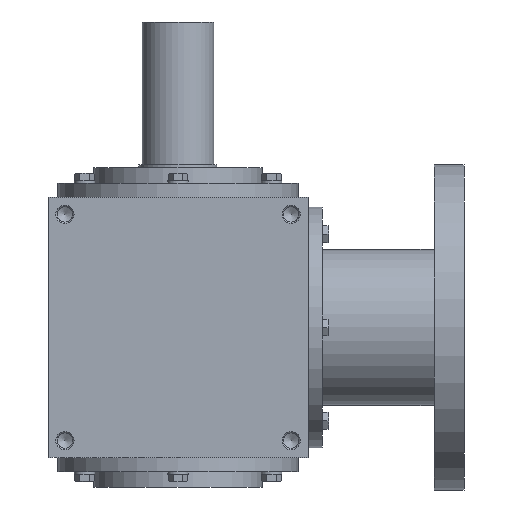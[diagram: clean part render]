
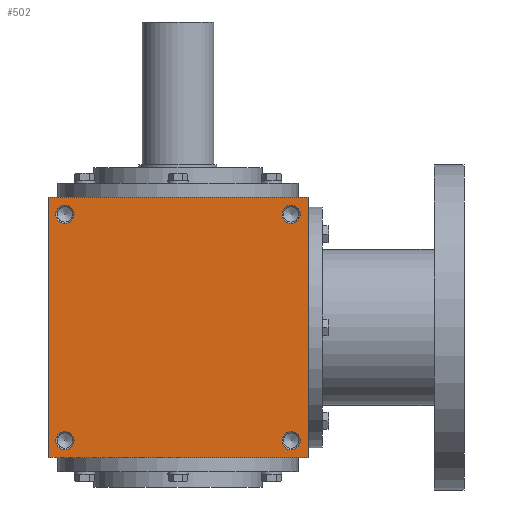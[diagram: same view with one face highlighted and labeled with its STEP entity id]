
A CAD part, front view. The second image highlights one B-rep face of the part: STEP entity #502.
In plain terms, the highlighted planar face has unit normal (0, -1, 0).
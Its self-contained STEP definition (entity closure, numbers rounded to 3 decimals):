
#502 = ADVANCED_FACE( '', ( #1012, #1013, #1014, #1015, #1016 ), #1017, .F. );
#1012 = FACE_BOUND( '', #1745, .T. );
#1013 = FACE_BOUND( '', #1746, .T. );
#1014 = FACE_BOUND( '', #1747, .T. );
#1015 = FACE_BOUND( '', #1748, .T. );
#1016 = FACE_OUTER_BOUND( '', #1749, .T. );
#1017 = PLANE( '', #1750 );
#1745 = EDGE_LOOP( '', ( #2564 ) );
#1746 = EDGE_LOOP( '', ( #2565 ) );
#1747 = EDGE_LOOP( '', ( #2566 ) );
#1748 = EDGE_LOOP( '', ( #2567 ) );
#1749 = EDGE_LOOP( '', ( #2568, #2569, #2570, #2571 ) );
#1750 = AXIS2_PLACEMENT_3D( '', #2572, #2573, #2574 );
#2564 = ORIENTED_EDGE( '', *, *, #3857, .T. );
#2565 = ORIENTED_EDGE( '', *, *, #3858, .T. );
#2566 = ORIENTED_EDGE( '', *, *, #3859, .F. );
#2567 = ORIENTED_EDGE( '', *, *, #3860, .F. );
#2568 = ORIENTED_EDGE( '', *, *, #3861, .T. );
#2569 = ORIENTED_EDGE( '', *, *, #3862, .F. );
#2570 = ORIENTED_EDGE( '', *, *, #3863, .F. );
#2571 = ORIENTED_EDGE( '', *, *, #3864, .T. );
#2572 = CARTESIAN_POINT( '', ( -100., -100., 100. ) );
#2573 = DIRECTION( '', ( 0., 1., 0. ) );
#2574 = DIRECTION( '', ( 0., 0., 1. ) );
#3857 = EDGE_CURVE( '', #4449, #4449, #4450, .T. );
#3858 = EDGE_CURVE( '', #4451, #4451, #4452, .T. );
#3859 = EDGE_CURVE( '', #4453, #4453, #4454, .T. );
#3860 = EDGE_CURVE( '', #4455, #4455, #4456, .T. );
#3861 = EDGE_CURVE( '', #4457, #4458, #4459, .T. );
#3862 = EDGE_CURVE( '', #4460, #4458, #4461, .T. );
#3863 = EDGE_CURVE( '', #4462, #4460, #4463, .T. );
#3864 = EDGE_CURVE( '', #4462, #4457, #4464, .T. );
#4449 = VERTEX_POINT( '', #5261 );
#4450 = CIRCLE( '', #5262, 7. );
#4451 = VERTEX_POINT( '', #5263 );
#4452 = CIRCLE( '', #5264, 7. );
#4453 = VERTEX_POINT( '', #5265 );
#4454 = CIRCLE( '', #5266, 7. );
#4455 = VERTEX_POINT( '', #5267 );
#4456 = CIRCLE( '', #5268, 7. );
#4457 = VERTEX_POINT( '', #5269 );
#4458 = VERTEX_POINT( '', #5270 );
#4459 = LINE( '', #5271, #5272 );
#4460 = VERTEX_POINT( '', #5273 );
#4461 = LINE( '', #5274, #5275 );
#4462 = VERTEX_POINT( '', #5276 );
#4463 = LINE( '', #5277, #5278 );
#4464 = LINE( '', #5279, #5280 );
#5261 = CARTESIAN_POINT( '', ( -87., -100., -80. ) );
#5262 = AXIS2_PLACEMENT_3D( '', #6184, #6185, #6186 );
#5263 = CARTESIAN_POINT( '', ( -87., -100., 94. ) );
#5264 = AXIS2_PLACEMENT_3D( '', #6187, #6188, #6189 );
#5265 = CARTESIAN_POINT( '', ( 87., -100., -94. ) );
#5266 = AXIS2_PLACEMENT_3D( '', #6190, #6191, #6192 );
#5267 = CARTESIAN_POINT( '', ( 87., -100., 80. ) );
#5268 = AXIS2_PLACEMENT_3D( '', #6193, #6194, #6195 );
#5269 = CARTESIAN_POINT( '', ( -100., -100., -100. ) );
#5270 = CARTESIAN_POINT( '', ( 100., -100., -100. ) );
#5271 = CARTESIAN_POINT( '', ( -100., -100., -100. ) );
#5272 = VECTOR( '', #6196, 1000. );
#5273 = CARTESIAN_POINT( '', ( 100., -100., 100. ) );
#5274 = CARTESIAN_POINT( '', ( 100., -100., 100. ) );
#5275 = VECTOR( '', #6197, 1000. );
#5276 = CARTESIAN_POINT( '', ( -100., -100., 100. ) );
#5277 = CARTESIAN_POINT( '', ( -100., -100., 100. ) );
#5278 = VECTOR( '', #6198, 1000. );
#5279 = CARTESIAN_POINT( '', ( -100., -100., 100. ) );
#5280 = VECTOR( '', #6199, 1000. );
#6184 = CARTESIAN_POINT( '', ( -87., -100., -87. ) );
#6185 = DIRECTION( '', ( 0., 1., 0. ) );
#6186 = DIRECTION( '', ( 0., 0., 1. ) );
#6187 = CARTESIAN_POINT( '', ( -87., -100., 87. ) );
#6188 = DIRECTION( '', ( 0., 1., 0. ) );
#6189 = DIRECTION( '', ( 0., 0., 1. ) );
#6190 = CARTESIAN_POINT( '', ( 87., -100., -87. ) );
#6191 = DIRECTION( '', ( 0., -1., 0. ) );
#6192 = DIRECTION( '', ( 0., 0., -1. ) );
#6193 = CARTESIAN_POINT( '', ( 87., -100., 87. ) );
#6194 = DIRECTION( '', ( 0., -1., 0. ) );
#6195 = DIRECTION( '', ( 0., 0., -1. ) );
#6196 = DIRECTION( '', ( 1., 0., 0. ) );
#6197 = DIRECTION( '', ( 0., 0., -1. ) );
#6198 = DIRECTION( '', ( 1., 0., 0. ) );
#6199 = DIRECTION( '', ( 0., 0., -1. ) );
